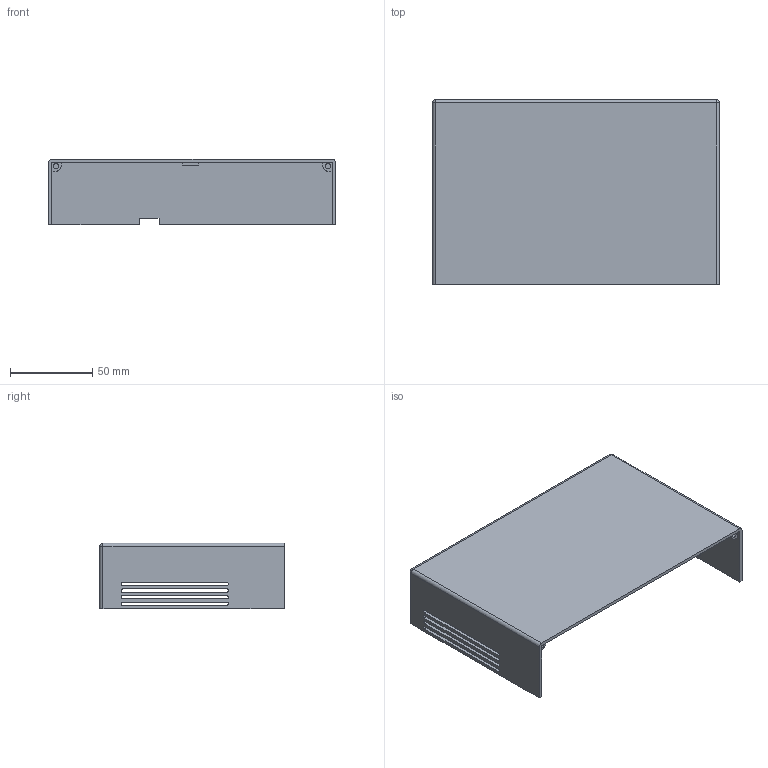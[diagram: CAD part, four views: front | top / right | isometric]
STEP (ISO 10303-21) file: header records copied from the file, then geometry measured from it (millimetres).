
FILE_DESCRIPTION(('FreeCAD Model'),'2;1');
FILE_NAME('Oberteil-Blanko.step','2019-04-13T16:56:51',('Author'),(''), 'Open CASCADE STEP processor 7.3','FreeCAD','Unknown');
FILE_SCHEMA(('AUTOMOTIVE_DESIGN { 1 0 10303 214 1 1 1 1 }'));
Length unit declared in the file: millimetre
Products named in the file (1): Fusion004023
Bounding box: 174 x 112 x 39.7 mm (x, y, z)
Volume: 66505.5 mm3; surface area: 69765.4 mm2
Topology: 1 solids, 1 shells, 108 faces, 313 edges, 206 vertices
Faces by surface type: plane 65, cylinder 41, sphere 2
Full cylindrical faces by diameter (mm): 3.3 x2
Entity records: 8347 total; most frequent: CARTESIAN_POINT 1626, DIRECTION 1016, ORIENTED_EDGE 626, PCURVE 626, DEFINITIONAL_REPRESENTATION 626, LINE 553, VECTOR 553, EDGE_CURVE 313
